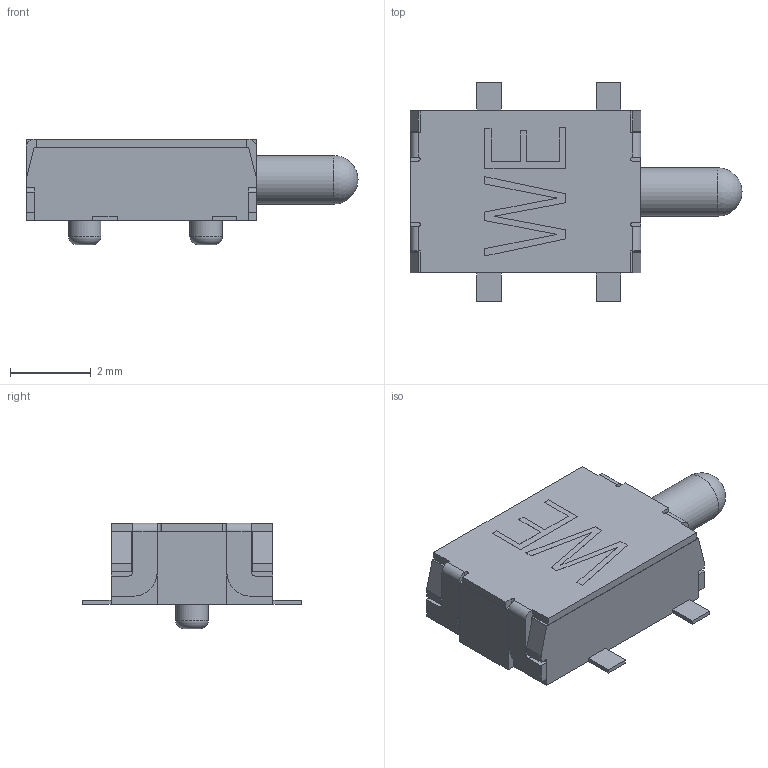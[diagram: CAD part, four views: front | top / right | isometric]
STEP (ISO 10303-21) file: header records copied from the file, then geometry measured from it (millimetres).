
FILE_DESCRIPTION( ( 'Unknown' ), '1' );
FILE_NAME( '461031442105.stp', 'Unknown', ( 'Unknown' ), ( 'Unknown' ), 'PSStep 19.0.9', 'Unknown', ' ' );
FILE_SCHEMA( ( 'AUTOMOTIVE_DESIGN { 1 0 10303 214 1 1 1 1 }' ) );
Length unit declared in the file: millimetre
Products named in the file (14): Assem1; Frame; Slider; Coil_spring; Contact_Plate; Cover
Assembly tree (13 placements, depth 2):
  Assem1
    Frame
    Frame
    Frame
    Frame
    Frame
    Frame
    Frame
    Frame
    Frame
    Slider
    Coil_spring
    Contact_Plate
    Cover
Bounding box: 8.2 x 5.4 x 2.6 mm (x, y, z)
Volume: 33.3 mm3; surface area: 275 mm2
Topology: 13 solids, 13 shells, 273 faces, 702 edges, 461 vertices
Faces by surface type: plane 227, cylinder 39, bspline 3, torus 2, sphere 1, cone 1
Full cylindrical faces by diameter (mm): 0.3 x4, 0.8 x2, 0.85 x1, 1.2 x1
Entity records: 11502 total; most frequent: CARTESIAN_POINT 2554, ORIENTED_EDGE 1368, DIRECTION 1286, EDGE_CURVE 684, LINE 538, VECTOR 538, VERTEX_POINT 459, AXIS2_PLACEMENT_3D 374
